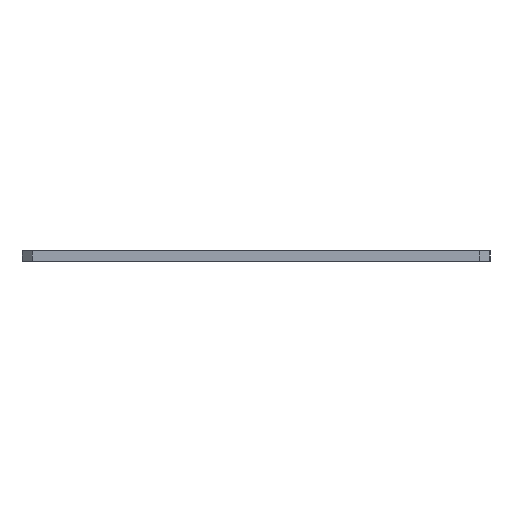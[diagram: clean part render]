
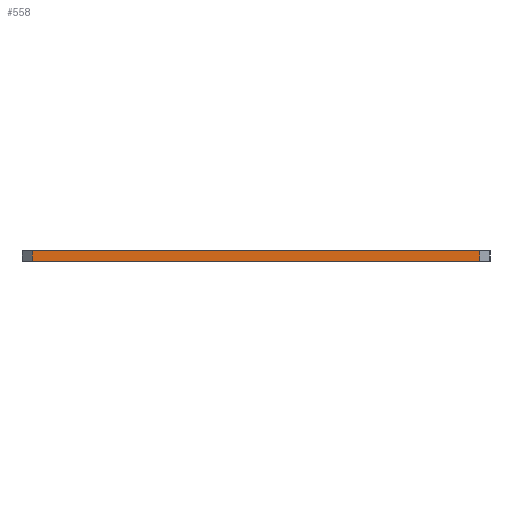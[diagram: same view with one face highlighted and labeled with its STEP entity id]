
A CAD part, front view. The second image highlights one B-rep face of the part: STEP entity #558.
In plain terms, the highlighted planar face has unit normal (0, -1, 0).
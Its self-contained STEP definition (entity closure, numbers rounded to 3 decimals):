
#15 = EDGE_CURVE ( 'NONE', #568, #637, #254, .T. ) ;
#21 = VECTOR ( 'NONE', #548, 1000. ) ;
#32 = VECTOR ( 'NONE', #60, 1000. ) ;
#36 = FACE_OUTER_BOUND ( 'NONE', #576, .T. ) ;
#51 = LINE ( 'NONE', #232, #21 ) ;
#60 = DIRECTION ( 'NONE',  ( -1., 0., 0. ) ) ;
#63 = CARTESIAN_POINT ( 'NONE',  ( 88., -90., -2. ) ) ;
#154 = VERTEX_POINT ( 'NONE', #209 ) ;
#155 = PLANE ( 'NONE',  #606 ) ;
#193 = ORIENTED_EDGE ( 'NONE', *, *, #15, .T. ) ;
#204 = DIRECTION ( 'NONE',  ( 0., 0., -1. ) ) ;
#209 = CARTESIAN_POINT ( 'NONE',  ( 88., -90., 0. ) ) ;
#232 = CARTESIAN_POINT ( 'NONE',  ( 0., -90., -2. ) ) ;
#254 = LINE ( 'NONE', #509, #566 ) ;
#258 = VERTEX_POINT ( 'NONE', #468 ) ;
#286 = EDGE_CURVE ( 'NONE', #154, #568, #620, .T. ) ;
#293 = CARTESIAN_POINT ( 'NONE',  ( 0., -90., 0. ) ) ;
#313 = EDGE_CURVE ( 'NONE', #258, #154, #741, .T. ) ;
#369 = DIRECTION ( 'NONE',  ( 0., 0., 1. ) ) ;
#467 = DIRECTION ( 'NONE',  ( 0., 1., 0. ) ) ;
#468 = CARTESIAN_POINT ( 'NONE',  ( 88., -90., -2. ) ) ;
#509 = CARTESIAN_POINT ( 'NONE',  ( 2., -90., -2. ) ) ;
#536 = DIRECTION ( 'NONE',  ( 0., 0., 1. ) ) ;
#539 = VECTOR ( 'NONE', #369, 1000. ) ;
#548 = DIRECTION ( 'NONE',  ( -1., 0., 0. ) ) ;
#552 = CARTESIAN_POINT ( 'NONE',  ( 2., -90., -2. ) ) ;
#555 = ORIENTED_EDGE ( 'NONE', *, *, #672, .F. ) ;
#558 = ADVANCED_FACE ( 'NONE', ( #36 ), #155, .F. ) ;
#566 = VECTOR ( 'NONE', #204, 1000. ) ;
#568 = VERTEX_POINT ( 'NONE', #707 ) ;
#576 = EDGE_LOOP ( 'NONE', ( #555, #735, #648, #193 ) ) ;
#606 = AXIS2_PLACEMENT_3D ( 'NONE', #772, #467, #536 ) ;
#620 = LINE ( 'NONE', #293, #32 ) ;
#637 = VERTEX_POINT ( 'NONE', #552 ) ;
#648 = ORIENTED_EDGE ( 'NONE', *, *, #286, .T. ) ;
#672 = EDGE_CURVE ( 'NONE', #258, #637, #51, .T. ) ;
#707 = CARTESIAN_POINT ( 'NONE',  ( 2., -90., 0. ) ) ;
#735 = ORIENTED_EDGE ( 'NONE', *, *, #313, .T. ) ;
#741 = LINE ( 'NONE', #63, #539 ) ;
#772 = CARTESIAN_POINT ( 'NONE',  ( 0., -90., -2. ) ) ;
